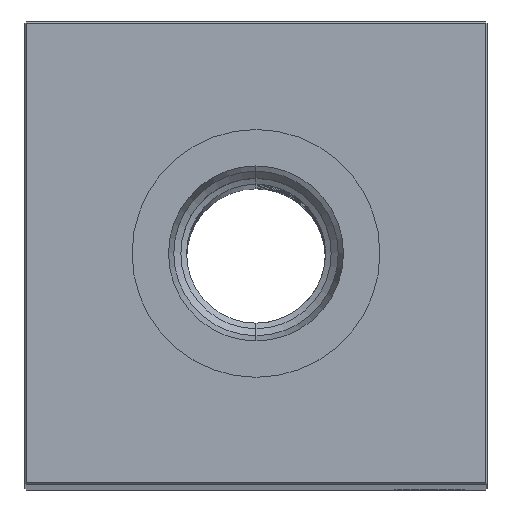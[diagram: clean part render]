
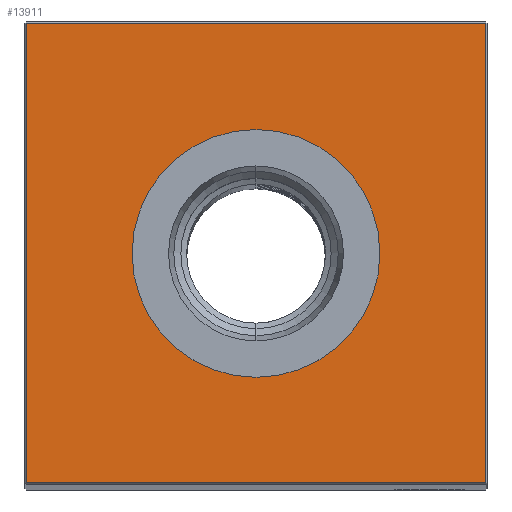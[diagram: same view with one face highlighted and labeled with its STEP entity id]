
A CAD part, top view. The second image highlights one B-rep face of the part: STEP entity #13911.
In plain terms, the highlighted planar face has unit normal (0, 0, 1).
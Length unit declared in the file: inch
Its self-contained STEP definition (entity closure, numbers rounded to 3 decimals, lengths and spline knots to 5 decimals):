
#164 = CARTESIAN_POINT ( 'NONE',  ( 0., 0., 16. ) ) ;
#695 = CARTESIAN_POINT ( 'NONE',  ( -1.24, -1.24, 16. ) ) ;
#2021 = PLANE ( 'NONE',  #21806 ) ;
#2427 = AXIS2_PLACEMENT_3D ( 'NONE', #11829, #26032, #15947 ) ;
#3383 = ORIENTED_EDGE ( 'NONE', *, *, #22024, .T. ) ;
#3587 = CARTESIAN_POINT ( 'NONE',  ( 0., 0.66929, 16. ) ) ;
#3689 = CARTESIAN_POINT ( 'NONE',  ( 0., -0.66929, 16. ) ) ;
#4218 = EDGE_CURVE ( 'NONE', #24638, #10270, #14290, .T. ) ;
#4621 = DIRECTION ( 'NONE',  ( 0., -1., 0. ) ) ;
#5152 = DIRECTION ( 'NONE',  ( 1., 0., 0. ) ) ;
#6395 = CARTESIAN_POINT ( 'NONE',  ( 1.24, 1.24, 16. ) ) ;
#6542 = DIRECTION ( 'NONE',  ( -1., 0., 0. ) ) ;
#6899 = DIRECTION ( 'NONE',  ( 0., 1., 0. ) ) ;
#8249 = DIRECTION ( 'NONE',  ( -1., 0., 0. ) ) ;
#8298 = DIRECTION ( 'NONE',  ( 0., 0., -1. ) ) ;
#10123 = DIRECTION ( 'NONE',  ( 0., 0., -1. ) ) ;
#10270 = VERTEX_POINT ( 'NONE', #3689 ) ;
#10415 = DIRECTION ( 'NONE',  ( -1., 0., 0. ) ) ;
#10964 = VECTOR ( 'NONE', #4621, 39.37008 ) ;
#11829 = CARTESIAN_POINT ( 'NONE',  ( 0., 0., 16. ) ) ;
#12147 = EDGE_CURVE ( 'NONE', #23408, #21896, #12713, .T. ) ;
#12177 = AXIS2_PLACEMENT_3D ( 'NONE', #22887, #8298, #10415 ) ;
#12196 = VERTEX_POINT ( 'NONE', #21620 ) ;
#12654 = VECTOR ( 'NONE', #6542, 39.37008 ) ;
#12713 = LINE ( 'NONE', #23338, #23955 ) ;
#12743 = CARTESIAN_POINT ( 'NONE',  ( 1.24, 0., 16. ) ) ;
#12932 = CARTESIAN_POINT ( 'NONE',  ( 1.24, -1.24, 16. ) ) ;
#13174 = VERTEX_POINT ( 'NONE', #6395 ) ;
#13911 = ADVANCED_FACE ( 'NONE', ( #18370, #14364 ), #2021, .F. ) ;
#13971 = ORIENTED_EDGE ( 'NONE', *, *, #24284, .T. ) ;
#14290 = CIRCLE ( 'NONE', #2427, 0.66929 ) ;
#14364 = FACE_BOUND ( 'NONE', #16079, .T. ) ;
#14785 = ORIENTED_EDGE ( 'NONE', *, *, #12147, .T. ) ;
#15947 = DIRECTION ( 'NONE',  ( -1., 0., 0. ) ) ;
#16079 = EDGE_LOOP ( 'NONE', ( #22425, #20147 ) ) ;
#18370 = FACE_OUTER_BOUND ( 'NONE', #22969, .T. ) ;
#18973 = LINE ( 'NONE', #22800, #10964 ) ;
#19143 = LINE ( 'NONE', #12743, #19422 ) ;
#19422 = VECTOR ( 'NONE', #6899, 39.37008 ) ;
#20147 = ORIENTED_EDGE ( 'NONE', *, *, #21694, .T. ) ;
#20764 = LINE ( 'NONE', #24120, #12654 ) ;
#21357 = ORIENTED_EDGE ( 'NONE', *, *, #24036, .T. ) ;
#21620 = CARTESIAN_POINT ( 'NONE',  ( -1.24, 1.24, 16. ) ) ;
#21694 = EDGE_CURVE ( 'NONE', #10270, #24638, #23626, .T. ) ;
#21806 = AXIS2_PLACEMENT_3D ( 'NONE', #164, #10123, #8249 ) ;
#21896 = VERTEX_POINT ( 'NONE', #12932 ) ;
#22024 = EDGE_CURVE ( 'NONE', #21896, #13174, #19143, .T. ) ;
#22425 = ORIENTED_EDGE ( 'NONE', *, *, #4218, .T. ) ;
#22800 = CARTESIAN_POINT ( 'NONE',  ( -1.24, 0., 16. ) ) ;
#22887 = CARTESIAN_POINT ( 'NONE',  ( 0., 0., 16. ) ) ;
#22969 = EDGE_LOOP ( 'NONE', ( #21357, #14785, #3383, #13971 ) ) ;
#23338 = CARTESIAN_POINT ( 'NONE',  ( 0., -1.24, 16. ) ) ;
#23408 = VERTEX_POINT ( 'NONE', #695 ) ;
#23626 = CIRCLE ( 'NONE', #12177, 0.66929 ) ;
#23955 = VECTOR ( 'NONE', #5152, 39.37008 ) ;
#24036 = EDGE_CURVE ( 'NONE', #12196, #23408, #18973, .T. ) ;
#24120 = CARTESIAN_POINT ( 'NONE',  ( 0., 1.24, 16. ) ) ;
#24284 = EDGE_CURVE ( 'NONE', #13174, #12196, #20764, .T. ) ;
#24638 = VERTEX_POINT ( 'NONE', #3587 ) ;
#26032 = DIRECTION ( 'NONE',  ( 0., 0., -1. ) ) ;
